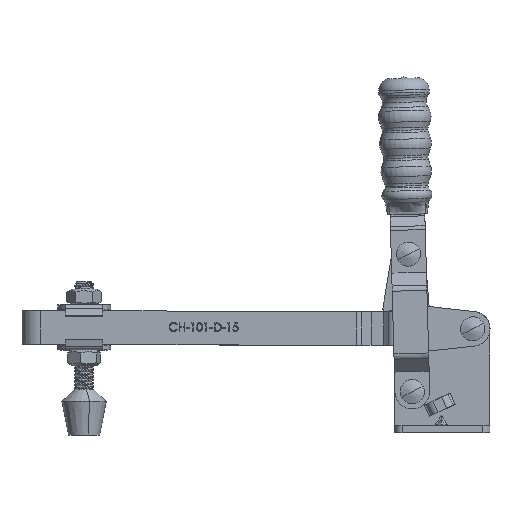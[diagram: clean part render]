
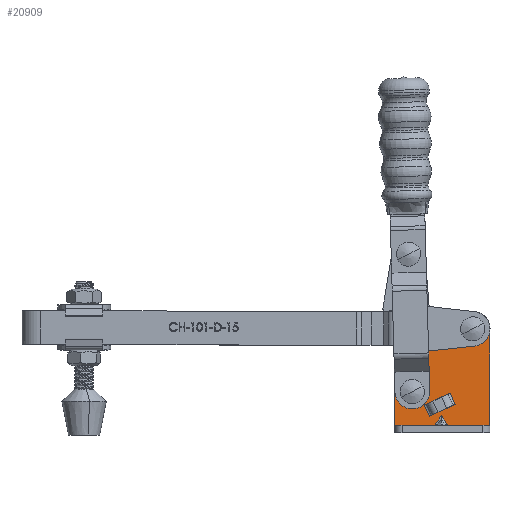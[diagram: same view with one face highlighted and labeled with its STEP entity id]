
A CAD part, top view. The second image highlights one B-rep face of the part: STEP entity #20909.
In plain terms, the highlighted planar face has unit normal (0, 0, 1).
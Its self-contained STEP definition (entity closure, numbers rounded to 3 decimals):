
#136 = ORIENTED_EDGE ( 'NONE', *, *, #21416, .T. ) ;
#226 = CIRCLE ( 'NONE', #22423, 7.2 ) ;
#547 = DIRECTION ( 'NONE',  ( -0.423, 0.906, 0. ) ) ;
#591 = ORIENTED_EDGE ( 'NONE', *, *, #32875, .F. ) ;
#697 = EDGE_CURVE ( 'NONE', #23083, #18105, #25788, .T. ) ;
#702 = EDGE_CURVE ( 'NONE', #36134, #23976, #33197, .T. ) ;
#1868 = CARTESIAN_POINT ( 'NONE',  ( -14.39, 11.77, 3. ) ) ;
#2172 = FACE_BOUND ( 'NONE', #18855, .T. ) ;
#2347 = DIRECTION ( 'NONE',  ( 1., 0., 0. ) ) ;
#2405 = EDGE_CURVE ( 'NONE', #36151, #17208, #29638, .T. ) ;
#2639 = DIRECTION ( 'NONE',  ( 0., -1., 0. ) ) ;
#2782 = ORIENTED_EDGE ( 'NONE', *, *, #24841, .F. ) ;
#2898 = EDGE_CURVE ( 'NONE', #33297, #4822, #12704, .T. ) ;
#3124 = CARTESIAN_POINT ( 'NONE',  ( -39.4, 3., 3. ) ) ;
#3172 = CARTESIAN_POINT ( 'NONE',  ( -14.39, 11.77, 3. ) ) ;
#3529 = CARTESIAN_POINT ( 'NONE',  ( -7.2, 43., 3. ) ) ;
#3578 = AXIS2_PLACEMENT_3D ( 'NONE', #29143, #12543, #31938 ) ;
#3658 = DIRECTION ( 'NONE',  ( 0., 0., 1. ) ) ;
#4053 = CIRCLE ( 'NONE', #32724, 3.2 ) ;
#4179 = CARTESIAN_POINT ( 'NONE',  ( -20.671, 6.333, 3. ) ) ;
#4459 = VERTEX_POINT ( 'NONE', #12065 ) ;
#4561 = AXIS2_PLACEMENT_3D ( 'NONE', #5438, #24947, #8293 ) ;
#4822 = VERTEX_POINT ( 'NONE', #8127 ) ;
#4837 = LINE ( 'NONE', #5614, #19697 ) ;
#5438 = CARTESIAN_POINT ( 'NONE',  ( -7.2, 43., 3. ) ) ;
#5614 = CARTESIAN_POINT ( 'NONE',  ( 0., 0., 3. ) ) ;
#6217 = VERTEX_POINT ( 'NONE', #35294 ) ;
#6360 = DIRECTION ( 'NONE',  ( 1., 0., 0. ) ) ;
#6818 = EDGE_CURVE ( 'NONE', #7925, #15545, #32772, .T. ) ;
#7581 = CARTESIAN_POINT ( 'NONE',  ( 0., 3., 3. ) ) ;
#7718 = CIRCLE ( 'NONE', #35679, 3.2 ) ;
#7925 = VERTEX_POINT ( 'NONE', #11890 ) ;
#8127 = CARTESIAN_POINT ( 'NONE',  ( -20.2, 7., 3. ) ) ;
#8285 = CARTESIAN_POINT ( 'NONE',  ( -25.088, 6.781, 3. ) ) ;
#8293 = DIRECTION ( 'NONE',  ( 1., 0., 0. ) ) ;
#8298 = VERTEX_POINT ( 'NONE', #3124 ) ;
#8316 = LINE ( 'NONE', #23827, #33709 ) ;
#8337 = VECTOR ( 'NONE', #32469, 1000. ) ;
#8556 = CARTESIAN_POINT ( 'NONE',  ( -27.229, 11.374, 3. ) ) ;
#8660 = CIRCLE ( 'NONE', #32837, 3.2 ) ;
#9475 = ORIENTED_EDGE ( 'NONE', *, *, #25585, .T. ) ;
#9642 = FACE_BOUND ( 'NONE', #23809, .T. ) ;
#9646 = DIRECTION ( 'NONE',  ( 0., 0., 1. ) ) ;
#10100 = DIRECTION ( 'NONE',  ( -0.906, -0.423, 0. ) ) ;
#10147 = LINE ( 'NONE', #3172, #24923 ) ;
#10362 = CARTESIAN_POINT ( 'NONE',  ( -4., 43., 3. ) ) ;
#11018 = EDGE_LOOP ( 'NONE', ( #17561, #33919, #29484, #591, #23122, #20443, #12777, #9475, #25267 ) ) ;
#11055 = VECTOR ( 'NONE', #34147, 1000. ) ;
#11315 = VERTEX_POINT ( 'NONE', #14870 ) ;
#11719 = ORIENTED_EDGE ( 'NONE', *, *, #23134, .F. ) ;
#11890 = CARTESIAN_POINT ( 'NONE',  ( -10.4, 43., 3. ) ) ;
#11989 = ORIENTED_EDGE ( 'NONE', *, *, #17657, .F. ) ;
#12065 = CARTESIAN_POINT ( 'NONE',  ( -17.372, 3., 3. ) ) ;
#12153 = EDGE_CURVE ( 'NONE', #4822, #4459, #25165, .T. ) ;
#12459 = VERTEX_POINT ( 'NONE', #7581 ) ;
#12543 = DIRECTION ( 'NONE',  ( 0., 0., 1. ) ) ;
#12623 = VECTOR ( 'NONE', #34823, 1000. ) ;
#12704 = LINE ( 'NONE', #4179, #33094 ) ;
#12746 = VECTOR ( 'NONE', #2639, 1000. ) ;
#12777 = ORIENTED_EDGE ( 'NONE', *, *, #697, .T. ) ;
#13690 = CARTESIAN_POINT ( 'NONE',  ( -37.39, 21.99, 3. ) ) ;
#14687 = DIRECTION ( 'NONE',  ( 0.577, -0.816, 0. ) ) ;
#14829 = CARTESIAN_POINT ( 'NONE',  ( -7.2, 43., 3. ) ) ;
#14870 = CARTESIAN_POINT ( 'NONE',  ( -39.4, 17., 3. ) ) ;
#15127 = CARTESIAN_POINT ( 'NONE',  ( -23.028, 3., 3. ) ) ;
#15404 = CARTESIAN_POINT ( 'NONE',  ( 0., 3., 3. ) ) ;
#15545 = VERTEX_POINT ( 'NONE', #10362 ) ;
#16363 = CARTESIAN_POINT ( 'NONE',  ( -32.2, 17., 3. ) ) ;
#17018 = FACE_OUTER_BOUND ( 'NONE', #11018, .T. ) ;
#17208 = VERTEX_POINT ( 'NONE', #1868 ) ;
#17530 = VECTOR ( 'NONE', #10100, 1000. ) ;
#17561 = ORIENTED_EDGE ( 'NONE', *, *, #29795, .F. ) ;
#17657 = EDGE_CURVE ( 'NONE', #6217, #23861, #4053, .T. ) ;
#17754 = VECTOR ( 'NONE', #14687, 1000. ) ;
#18105 = VERTEX_POINT ( 'NONE', #26773 ) ;
#18676 = EDGE_LOOP ( 'NONE', ( #11989, #2782 ) ) ;
#18855 = EDGE_LOOP ( 'NONE', ( #31168, #11719 ) ) ;
#19068 = AXIS2_PLACEMENT_3D ( 'NONE', #14829, #3658, #23189 ) ;
#19091 = DIRECTION ( 'NONE',  ( 0., 0., 1. ) ) ;
#19157 = DIRECTION ( 'NONE',  ( 1., 0., 0. ) ) ;
#19359 = CARTESIAN_POINT ( 'NONE',  ( -16.531, 16.362, 3. ) ) ;
#19691 = EDGE_CURVE ( 'NONE', #36134, #17208, #10147, .T. ) ;
#19697 = VECTOR ( 'NONE', #22325, 1000. ) ;
#20007 = EDGE_CURVE ( 'NONE', #12459, #20185, #4837, .T. ) ;
#20040 = CARTESIAN_POINT ( 'NONE',  ( -12.39, 47.99, 3. ) ) ;
#20185 = VERTEX_POINT ( 'NONE', #21361 ) ;
#20325 = EDGE_CURVE ( 'NONE', #11315, #8298, #27483, .T. ) ;
#20443 = ORIENTED_EDGE ( 'NONE', *, *, #34477, .T. ) ;
#20909 = ADVANCED_FACE ( 'NONE', ( #25300, #2172, #17018, #9642 ), #25849, .T. ) ;
#21046 = DIRECTION ( 'NONE',  ( 0.577, 0.816, 0. ) ) ;
#21361 = CARTESIAN_POINT ( 'NONE',  ( 0., 43., 3. ) ) ;
#21416 = EDGE_CURVE ( 'NONE', #36151, #23976, #35281, .T. ) ;
#21709 = CARTESIAN_POINT ( 'NONE',  ( -39.4, 0., 3. ) ) ;
#22325 = DIRECTION ( 'NONE',  ( 0., 1., 0. ) ) ;
#22423 = AXIS2_PLACEMENT_3D ( 'NONE', #26285, #9646, #29073 ) ;
#23074 = DIRECTION ( 'NONE',  ( 0., 0., 1. ) ) ;
#23083 = VERTEX_POINT ( 'NONE', #20040 ) ;
#23122 = ORIENTED_EDGE ( 'NONE', *, *, #20007, .T. ) ;
#23134 = EDGE_CURVE ( 'NONE', #15545, #7925, #8660, .T. ) ;
#23189 = DIRECTION ( 'NONE',  ( 1., 0., 0. ) ) ;
#23809 = EDGE_LOOP ( 'NONE', ( #35521, #25894, #32188, #136 ) ) ;
#23827 = CARTESIAN_POINT ( 'NONE',  ( 0., 3., 3. ) ) ;
#23828 = CIRCLE ( 'NONE', #4561, 7.2 ) ;
#23861 = VERTEX_POINT ( 'NONE', #30315 ) ;
#23976 = VERTEX_POINT ( 'NONE', #8556 ) ;
#24841 = EDGE_CURVE ( 'NONE', #23861, #6217, #7718, .T. ) ;
#24923 = VECTOR ( 'NONE', #30938, 1000. ) ;
#24947 = DIRECTION ( 'NONE',  ( 0., 0., 1. ) ) ;
#25165 = LINE ( 'NONE', #33982, #17754 ) ;
#25267 = ORIENTED_EDGE ( 'NONE', *, *, #20325, .T. ) ;
#25300 = FACE_BOUND ( 'NONE', #18676, .T. ) ;
#25585 = EDGE_CURVE ( 'NONE', #18105, #11315, #226, .T. ) ;
#25758 = CARTESIAN_POINT ( 'NONE',  ( -26.438, 11.742, 3. ) ) ;
#25788 = LINE ( 'NONE', #13690, #11055 ) ;
#25849 = PLANE ( 'NONE',  #19068 ) ;
#25894 = ORIENTED_EDGE ( 'NONE', *, *, #19691, .T. ) ;
#26285 = CARTESIAN_POINT ( 'NONE',  ( -32.2, 17., 3. ) ) ;
#26773 = CARTESIAN_POINT ( 'NONE',  ( -37.39, 21.99, 3. ) ) ;
#26897 = CARTESIAN_POINT ( 'NONE',  ( -15.181, 11.401, 3. ) ) ;
#27483 = LINE ( 'NONE', #21709, #12746 ) ;
#29073 = DIRECTION ( 'NONE',  ( 1., 0., 0. ) ) ;
#29143 = CARTESIAN_POINT ( 'NONE',  ( -7.2, 43., 3. ) ) ;
#29484 = ORIENTED_EDGE ( 'NONE', *, *, #12153, .T. ) ;
#29638 = LINE ( 'NONE', #26897, #8337 ) ;
#29795 = EDGE_CURVE ( 'NONE', #33297, #8298, #8316, .T. ) ;
#30315 = CARTESIAN_POINT ( 'NONE',  ( -29., 17., 3. ) ) ;
#30938 = DIRECTION ( 'NONE',  ( 0.423, -0.906, 0. ) ) ;
#31168 = ORIENTED_EDGE ( 'NONE', *, *, #6818, .F. ) ;
#31938 = DIRECTION ( 'NONE',  ( 1., 0., 0. ) ) ;
#32188 = ORIENTED_EDGE ( 'NONE', *, *, #2405, .F. ) ;
#32469 = DIRECTION ( 'NONE',  ( 0.906, 0.423, 0. ) ) ;
#32724 = AXIS2_PLACEMENT_3D ( 'NONE', #16363, #35791, #19157 ) ;
#32772 = CIRCLE ( 'NONE', #3578, 3.2 ) ;
#32837 = AXIS2_PLACEMENT_3D ( 'NONE', #3529, #23074, #6360 ) ;
#32875 = EDGE_CURVE ( 'NONE', #12459, #4459, #33883, .T. ) ;
#33094 = VECTOR ( 'NONE', #21046, 1000. ) ;
#33197 = LINE ( 'NONE', #25758, #17530 ) ;
#33297 = VERTEX_POINT ( 'NONE', #15127 ) ;
#33709 = VECTOR ( 'NONE', #34875, 1000. ) ;
#33883 = LINE ( 'NONE', #15404, #12623 ) ;
#33919 = ORIENTED_EDGE ( 'NONE', *, *, #2898, .T. ) ;
#33982 = CARTESIAN_POINT ( 'NONE',  ( -18.229, 4.212, 3. ) ) ;
#34043 = CARTESIAN_POINT ( 'NONE',  ( -27.229, 11.374, 3. ) ) ;
#34147 = DIRECTION ( 'NONE',  ( -0.693, -0.721, 0. ) ) ;
#34477 = EDGE_CURVE ( 'NONE', #20185, #23083, #23828, .T. ) ;
#34823 = DIRECTION ( 'NONE',  ( -1., 0., 0. ) ) ;
#34875 = DIRECTION ( 'NONE',  ( -1., 0., 0. ) ) ;
#35281 = LINE ( 'NONE', #34043, #36155 ) ;
#35294 = CARTESIAN_POINT ( 'NONE',  ( -35.4, 17., 3. ) ) ;
#35521 = ORIENTED_EDGE ( 'NONE', *, *, #702, .F. ) ;
#35679 = AXIS2_PLACEMENT_3D ( 'NONE', #35726, #19091, #2347 ) ;
#35726 = CARTESIAN_POINT ( 'NONE',  ( -32.2, 17., 3. ) ) ;
#35791 = DIRECTION ( 'NONE',  ( 0., 0., 1. ) ) ;
#36134 = VERTEX_POINT ( 'NONE', #19359 ) ;
#36151 = VERTEX_POINT ( 'NONE', #8285 ) ;
#36155 = VECTOR ( 'NONE', #547, 1000. ) ;
